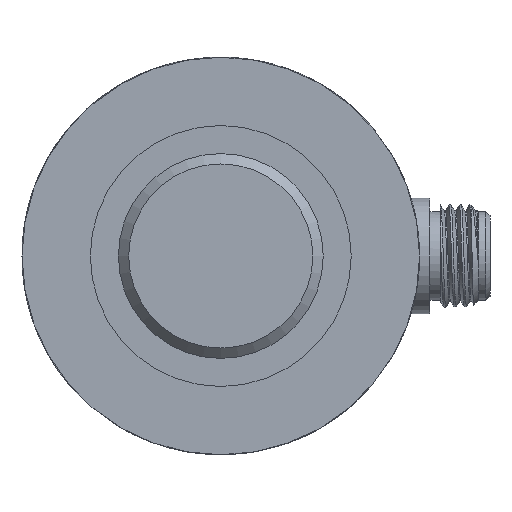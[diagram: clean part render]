
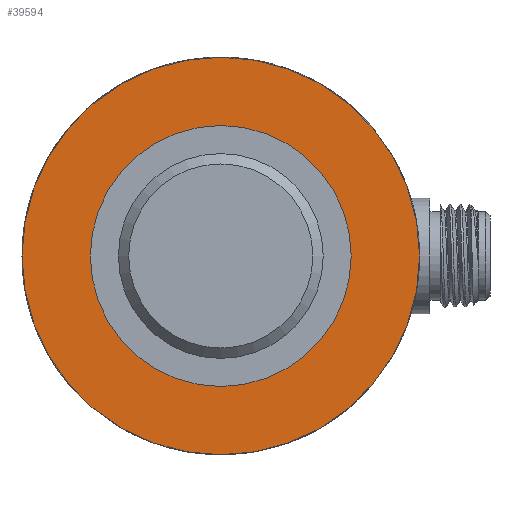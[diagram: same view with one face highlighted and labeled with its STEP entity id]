
A CAD part, front view. The second image highlights one B-rep face of the part: STEP entity #39594.
In plain terms, the highlighted planar face has unit normal (0, -1, 0).
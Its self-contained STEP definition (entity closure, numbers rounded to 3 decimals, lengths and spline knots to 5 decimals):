
#1949=PLANE('',#42090);
#2171=FACE_BOUND('',#8223,.T.);
#3480=CIRCLE('',#42089,0.48);
#3481=CIRCLE('',#42091,0.315);
#5750=FACE_OUTER_BOUND('',#8222,.T.);
#8222=EDGE_LOOP('',(#36229));
#8223=EDGE_LOOP('',(#36230));
#18809=VERTEX_POINT('',#94188);
#18810=VERTEX_POINT('',#94192);
#24615=EDGE_CURVE('',#18809,#18809,#3480,.T.);
#24617=EDGE_CURVE('',#18810,#18810,#3481,.T.);
#36229=ORIENTED_EDGE('',*,*,#24615,.T.);
#36230=ORIENTED_EDGE('',*,*,#24617,.F.);
#39594=ADVANCED_FACE('',(#5750,#2171),#1949,.T.);
#42089=AXIS2_PLACEMENT_3D('',#94189,#49396,#49397);
#42090=AXIS2_PLACEMENT_3D('',#94191,#49399,#49400);
#42091=AXIS2_PLACEMENT_3D('',#94193,#49401,#49402);
#49396=DIRECTION('center_axis',(0.,-1.,0.));
#49397=DIRECTION('ref_axis',(1.,0.,0.));
#49399=DIRECTION('center_axis',(0.,-1.,0.));
#49400=DIRECTION('ref_axis',(0.,0.,-1.));
#49401=DIRECTION('center_axis',(0.,-1.,0.));
#49402=DIRECTION('ref_axis',(1.,0.,0.));
#94188=CARTESIAN_POINT('',(-0.48,0.9,0.));
#94189=CARTESIAN_POINT('Origin',(0.,0.9,0.));
#94191=CARTESIAN_POINT('Origin',(0.315,0.9,0.));
#94192=CARTESIAN_POINT('',(-0.315,0.9,0.));
#94193=CARTESIAN_POINT('Origin',(0.,0.9,0.));
